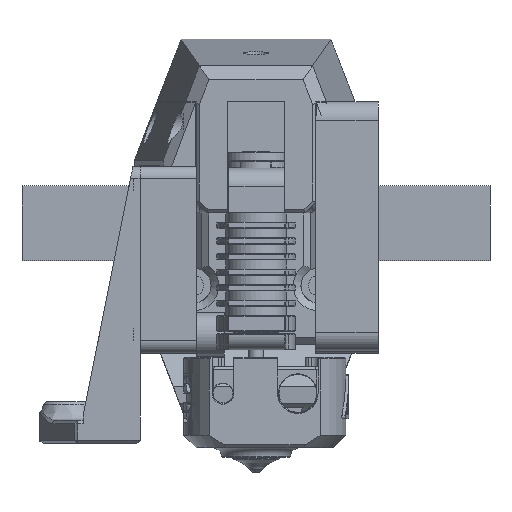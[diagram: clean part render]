
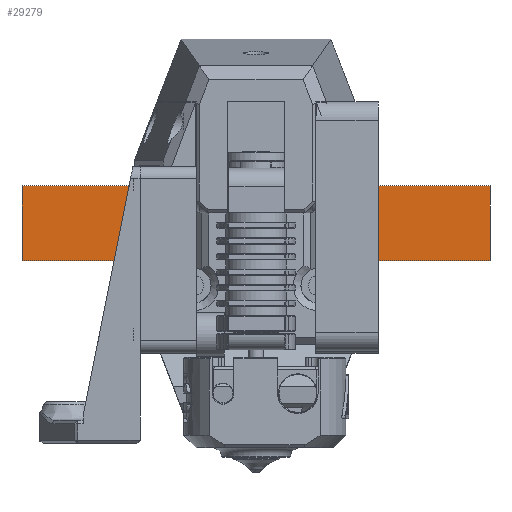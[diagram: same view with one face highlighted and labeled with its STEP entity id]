
A CAD part, front view. The second image highlights one B-rep face of the part: STEP entity #29279.
In plain terms, the highlighted planar face has unit normal (0, -1, 0).
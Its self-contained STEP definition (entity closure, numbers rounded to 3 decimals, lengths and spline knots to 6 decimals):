
#8567=ORIENTED_EDGE('',*,*,#14242,.F.);
#8568=ORIENTED_EDGE('',*,*,#14235,.F.);
#8569=ORIENTED_EDGE('',*,*,#14243,.T.);
#8570=ORIENTED_EDGE('',*,*,#14240,.T.);
#14235=EDGE_CURVE('',#17480,#17478,#19984,.T.);
#14240=EDGE_CURVE('',#17484,#17483,#19989,.T.);
#14242=EDGE_CURVE('',#17478,#17483,#19991,.T.);
#14243=EDGE_CURVE('',#17480,#17484,#19992,.T.);
#17478=VERTEX_POINT('',#52021);
#17480=VERTEX_POINT('',#52025);
#17483=VERTEX_POINT('',#52035);
#17484=VERTEX_POINT('',#52037);
#19984=LINE('',#52026,#22265);
#19989=LINE('',#52036,#22270);
#19991=LINE('',#52040,#22272);
#19992=LINE('',#52041,#22273);
#22265=VECTOR('',#38581,1.);
#22270=VECTOR('',#38590,1.);
#22272=VECTOR('',#38594,1.);
#22273=VECTOR('',#38595,1.);
#24405=EDGE_LOOP('',(#8567,#8568,#8569,#8570));
#26487=FACE_BOUND('',#24405,.T.);
#27797=PLANE('',#31946);
#29279=ADVANCED_FACE('',(#26487),#27797,.T.);
#31946=AXIS2_PLACEMENT_3D('',#52039,#38592,#38593);
#38581=DIRECTION('',(-1.,0.,0.));
#38590=DIRECTION('',(-1.,0.,0.));
#38592=DIRECTION('',(0.,-1.,0.));
#38593=DIRECTION('',(0.,0.,-1.));
#38594=DIRECTION('',(0.,0.,1.));
#38595=DIRECTION('',(0.,0.,1.));
#52021=CARTESIAN_POINT('',(-0.0375,-0.026,-0.006));
#52025=CARTESIAN_POINT('',(0.0375,-0.026,-0.006));
#52026=CARTESIAN_POINT('',(0.0375,-0.026,-0.006));
#52035=CARTESIAN_POINT('',(-0.0375,-0.026,0.006));
#52036=CARTESIAN_POINT('',(0.0375,-0.026,0.006));
#52037=CARTESIAN_POINT('',(0.0375,-0.026,0.006));
#52039=CARTESIAN_POINT('',(0.0375,-0.026,0.));
#52040=CARTESIAN_POINT('',(-0.0375,-0.026,0.));
#52041=CARTESIAN_POINT('',(0.0375,-0.026,0.));
